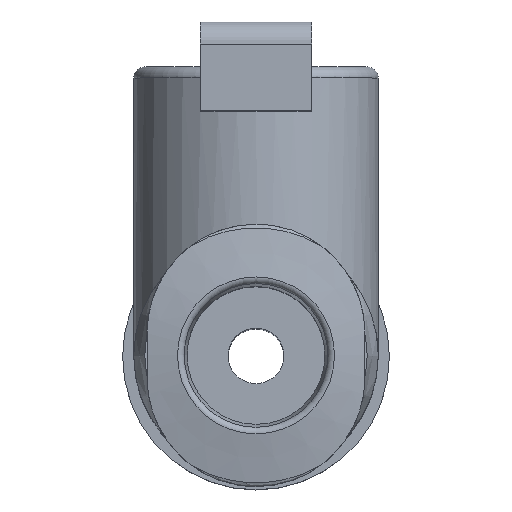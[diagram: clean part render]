
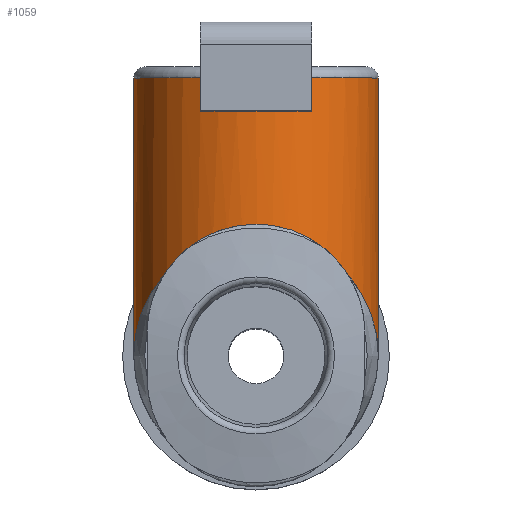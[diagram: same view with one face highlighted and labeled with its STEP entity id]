
A CAD part, top view. The second image highlights one B-rep face of the part: STEP entity #1059.
In plain terms, the highlighted cylindrical face has radius 5.5 mm (diameter 11 mm), a full revolution.
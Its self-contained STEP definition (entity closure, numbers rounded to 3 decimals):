
#20=ELLIPSE('',#1127,7.778,5.5);
#21=ELLIPSE('',#1128,7.778,5.5);
#22=CYLINDRICAL_SURFACE('',#1125,5.5);
#47=LINE('',#1485,#81);
#50=LINE('',#1504,#84);
#81=VECTOR('',#1225,1000.);
#84=VECTOR('',#1230,1000.);
#201=ORIENTED_EDGE('',*,*,#375,.T.);
#202=ORIENTED_EDGE('',*,*,#391,.F.);
#203=ORIENTED_EDGE('',*,*,#380,.F.);
#204=ORIENTED_EDGE('',*,*,#389,.F.);
#205=ORIENTED_EDGE('',*,*,#392,.F.);
#206=ORIENTED_EDGE('',*,*,#393,.F.);
#375=EDGE_CURVE('',#472,#471,#47,.F.);
#380=EDGE_CURVE('',#476,#477,#50,.F.);
#389=EDGE_CURVE('',#472,#476,#529,.T.);
#391=EDGE_CURVE('',#477,#471,#531,.T.);
#392=EDGE_CURVE('',#483,#484,#20,.F.);
#393=EDGE_CURVE('',#484,#483,#21,.T.);
#471=VERTEX_POINT('',#1484);
#472=VERTEX_POINT('',#1486);
#476=VERTEX_POINT('',#1503);
#477=VERTEX_POINT('',#1505);
#483=VERTEX_POINT('',#1526);
#484=VERTEX_POINT('',#1527);
#529=CIRCLE('',#1123,5.5);
#531=CIRCLE('',#1126,5.5);
#565=EDGE_LOOP('',(#201,#202,#203,#204));
#566=EDGE_LOOP('',(#205,#206));
#635=FACE_BOUND('',#565,.T.);
#636=FACE_BOUND('',#566,.T.);
#1059=ADVANCED_FACE('',(#635,#636),#22,.T.);
#1123=AXIS2_PLACEMENT_3D('',#1521,#1246,#1247);
#1125=AXIS2_PLACEMENT_3D('',#1523,#1250,#1251);
#1126=AXIS2_PLACEMENT_3D('',#1524,#1252,#1253);
#1127=AXIS2_PLACEMENT_3D('',#1525,#1254,#1255);
#1128=AXIS2_PLACEMENT_3D('',#1528,#1256,#1257);
#1225=DIRECTION('',(0.,1.,0.));
#1230=DIRECTION('',(0.,1.,0.));
#1246=DIRECTION('',(0.,1.,0.));
#1247=DIRECTION('',(0.,0.,1.));
#1250=DIRECTION('',(0.,1.,0.));
#1251=DIRECTION('',(0.,0.,1.));
#1252=DIRECTION('',(0.,1.,0.));
#1253=DIRECTION('',(0.,0.,1.));
#1254=DIRECTION('',(0.,0.707,-0.707));
#1255=DIRECTION('',(0.,-0.707,-0.707));
#1256=DIRECTION('',(0.,-0.707,-0.707));
#1257=DIRECTION('',(0.,0.707,-0.707));
#1484=CARTESIAN_POINT('',(2.5,11.,4.899));
#1485=CARTESIAN_POINT('',(2.5,13.,4.899));
#1486=CARTESIAN_POINT('',(2.5,12.5,4.899));
#1503=CARTESIAN_POINT('',(-2.5,12.5,4.899));
#1504=CARTESIAN_POINT('',(-2.5,13.,4.899));
#1505=CARTESIAN_POINT('',(-2.5,11.,4.899));
#1521=CARTESIAN_POINT('',(0.,12.5,0.));
#1523=CARTESIAN_POINT('',(0.,13.,0.));
#1524=CARTESIAN_POINT('',(0.,11.,0.));
#1525=CARTESIAN_POINT('',(0.,0.,0.));
#1526=CARTESIAN_POINT('',(5.5,0.,0.));
#1527=CARTESIAN_POINT('',(-5.5,0.,0.));
#1528=CARTESIAN_POINT('',(0.,0.,0.));
